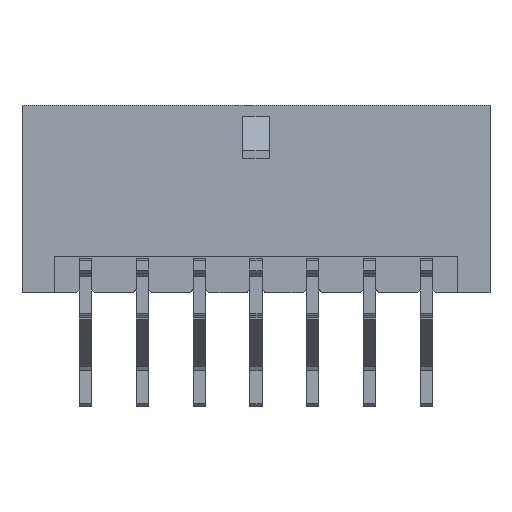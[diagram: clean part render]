
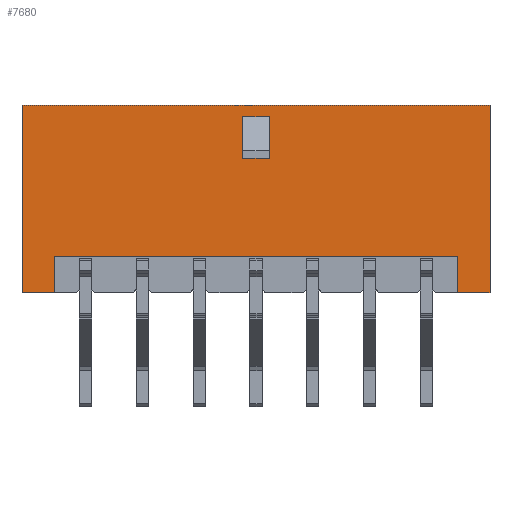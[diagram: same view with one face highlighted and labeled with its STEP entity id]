
A CAD part, front view. The second image highlights one B-rep face of the part: STEP entity #7680.
In plain terms, the highlighted planar face has unit normal (0, -1, 0).
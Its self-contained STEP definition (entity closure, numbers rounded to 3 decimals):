
#522=ORIENTED_EDGE('',*,*,#2748,.F.);
#523=ORIENTED_EDGE('',*,*,#2749,.F.);
#524=ORIENTED_EDGE('',*,*,#2750,.T.);
#525=ORIENTED_EDGE('',*,*,#2751,.T.);
#526=ORIENTED_EDGE('',*,*,#2752,.T.);
#527=ORIENTED_EDGE('',*,*,#2753,.T.);
#528=ORIENTED_EDGE('',*,*,#2531,.F.);
#529=ORIENTED_EDGE('',*,*,#2754,.T.);
#530=ORIENTED_EDGE('',*,*,#2755,.T.);
#531=ORIENTED_EDGE('',*,*,#2756,.F.);
#532=ORIENTED_EDGE('',*,*,#2757,.F.);
#533=ORIENTED_EDGE('',*,*,#2758,.T.);
#2531=EDGE_CURVE('',#3664,#3665,#4416,.T.);
#2748=EDGE_CURVE('',#3841,#3842,#4607,.T.);
#2749=EDGE_CURVE('',#3843,#3841,#4608,.T.);
#2750=EDGE_CURVE('',#3843,#3844,#4609,.T.);
#2751=EDGE_CURVE('',#3844,#3842,#4610,.T.);
#2752=EDGE_CURVE('',#3845,#3846,#4611,.T.);
#2753=EDGE_CURVE('',#3846,#3665,#4612,.T.);
#2754=EDGE_CURVE('',#3664,#3847,#4613,.T.);
#2755=EDGE_CURVE('',#3847,#3848,#4614,.T.);
#2756=EDGE_CURVE('',#3849,#3848,#4615,.T.);
#2757=EDGE_CURVE('',#3850,#3849,#4616,.T.);
#2758=EDGE_CURVE('',#3850,#3845,#4617,.T.);
#3664=VERTEX_POINT('',#10670);
#3665=VERTEX_POINT('',#10672);
#3841=VERTEX_POINT('',#11107);
#3842=VERTEX_POINT('',#11108);
#3843=VERTEX_POINT('',#11110);
#3844=VERTEX_POINT('',#11112);
#3845=VERTEX_POINT('',#11115);
#3846=VERTEX_POINT('',#11116);
#3847=VERTEX_POINT('',#11119);
#3848=VERTEX_POINT('',#11121);
#3849=VERTEX_POINT('',#11123);
#3850=VERTEX_POINT('',#11125);
#4416=LINE('',#10671,#5465);
#4607=LINE('',#11106,#5656);
#4608=LINE('',#11109,#5657);
#4609=LINE('',#11111,#5658);
#4610=LINE('',#11113,#5659);
#4611=LINE('',#11114,#5660);
#4612=LINE('',#11117,#5661);
#4613=LINE('',#11118,#5662);
#4614=LINE('',#11120,#5663);
#4615=LINE('',#11122,#5664);
#4616=LINE('',#11124,#5665);
#4617=LINE('',#11126,#5666);
#5465=VECTOR('',#8614,1000.);
#5656=VECTOR('',#8941,1000.);
#5657=VECTOR('',#8942,1000.);
#5658=VECTOR('',#8943,1000.);
#5659=VECTOR('',#8944,1000.);
#5660=VECTOR('',#8945,1000.);
#5661=VECTOR('',#8946,1000.);
#5662=VECTOR('',#8947,1000.);
#5663=VECTOR('',#8948,1000.);
#5664=VECTOR('',#8949,1000.);
#5665=VECTOR('',#8950,1000.);
#5666=VECTOR('',#8951,1000.);
#6511=EDGE_LOOP('',(#522,#523,#524,#525));
#6512=EDGE_LOOP('',(#526,#527,#528,#529,#530,#531,#532,#533));
#6924=FACE_BOUND('',#6511,.T.);
#6925=FACE_BOUND('',#6512,.T.);
#7337=PLANE('',#8126);
#7680=ADVANCED_FACE('',(#6924,#6925),#7337,.T.);
#8126=AXIS2_PLACEMENT_3D('',#11105,#8939,#8940);
#8614=DIRECTION('',(-1.,0.,0.));
#8939=DIRECTION('',(0.,-1.,0.));
#8940=DIRECTION('',(0.,0.,-1.));
#8941=DIRECTION('',(-1.,0.,0.));
#8942=DIRECTION('',(0.,0.,1.));
#8943=DIRECTION('',(-1.,0.,0.));
#8944=DIRECTION('',(0.,0.,1.));
#8945=DIRECTION('',(1.,0.,0.));
#8946=DIRECTION('',(0.,0.,-1.));
#8947=DIRECTION('',(0.,0.,1.));
#8948=DIRECTION('',(-1.,0.,0.));
#8949=DIRECTION('',(0.,0.,1.));
#8950=DIRECTION('',(-1.,0.,0.));
#8951=DIRECTION('',(0.,0.,1.));
#10670=CARTESIAN_POINT('',(12.35,-3.43,-4.95));
#10671=CARTESIAN_POINT('',(12.35,-3.43,-4.95));
#10672=CARTESIAN_POINT('',(10.65,-3.43,-4.95));
#11105=CARTESIAN_POINT('',(12.35,-3.43,-4.95));
#11106=CARTESIAN_POINT('',(0.7,-3.43,4.35));
#11107=CARTESIAN_POINT('',(0.7,-3.43,4.35));
#11108=CARTESIAN_POINT('',(-0.7,-3.43,4.35));
#11109=CARTESIAN_POINT('',(0.7,-3.43,2.15));
#11110=CARTESIAN_POINT('',(0.7,-3.43,2.15));
#11111=CARTESIAN_POINT('',(0.7,-3.43,2.15));
#11112=CARTESIAN_POINT('',(-0.7,-3.43,2.15));
#11113=CARTESIAN_POINT('',(-0.7,-3.43,2.15));
#11114=CARTESIAN_POINT('',(-10.65,-3.43,-3.05));
#11115=CARTESIAN_POINT('',(-10.65,-3.43,-3.05));
#11116=CARTESIAN_POINT('',(10.65,-3.43,-3.05));
#11117=CARTESIAN_POINT('',(10.65,-3.43,-3.05));
#11118=CARTESIAN_POINT('',(12.35,-3.43,-4.95));
#11119=CARTESIAN_POINT('',(12.35,-3.43,4.95));
#11120=CARTESIAN_POINT('',(12.35,-3.43,4.95));
#11121=CARTESIAN_POINT('',(-12.35,-3.43,4.95));
#11122=CARTESIAN_POINT('',(-12.35,-3.43,-4.95));
#11123=CARTESIAN_POINT('',(-12.35,-3.43,-4.95));
#11124=CARTESIAN_POINT('',(12.35,-3.43,-4.95));
#11125=CARTESIAN_POINT('',(-10.65,-3.43,-4.95));
#11126=CARTESIAN_POINT('',(-10.65,-3.43,-4.95));
